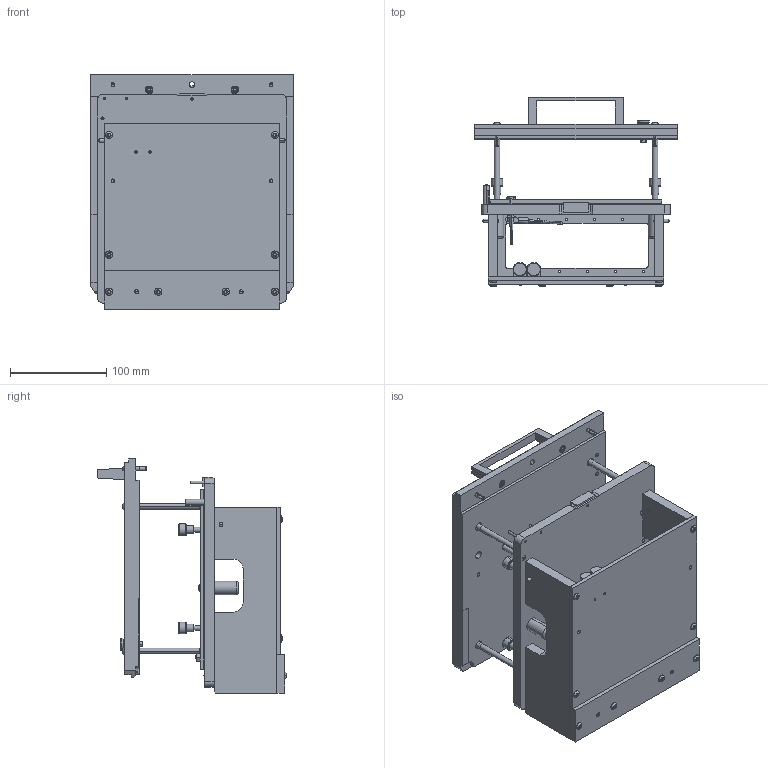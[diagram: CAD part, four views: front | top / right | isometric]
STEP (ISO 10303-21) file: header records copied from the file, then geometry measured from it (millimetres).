
FILE_DESCRIPTION (( 'STEP AP214' ), '1' );
FILE_NAME ('46233-KIT~1.STEP', '2019-09-19T09:11:00', ( '' ), ( '' ), 'SwSTEP 2.0', 'SolidWorks 2018', '' );
FILE_SCHEMA (( 'AUTOMOTIVE_DESIGN' ));
Length unit declared in the file: millimetre
Products named in the file (47): ISO7380~n_M03,0x006; 1607~1; 3699~0_zwei <Standard>; 5015~0; GKS-114-0015~-g-k-s_Hub = 08,0 <S>; 32293~0_S; 48213~0_S; DIN7979~n_04,0m6x020M3; 46233-KIT~1; 41367~5_S; DIN6325~n_04,0m6x016; 45987~3; DIN6325~n_03,0m6x024; 2229~6; ISO7380~n_M04,0x012; 14846~0_S; 43627~0_Hub 22,5mm<Standard>; DIN7991~n_M03,0x010 VA; 41899~3_flexiebel <S>; KS-113-Master~-k-s_KS-113 23; DIN6325~n_03,0m6x016; 41880~3; 45988~1_S; 46050~1_ohne Transportschrauben <S>; 45991~1; 46844~0_S; ISO7380~n_M04,0x020; 2196~6; 9286~0; 46234~0_S; 45993~3_S; 53731~0; ISO7380~n_M03,0x005; 46232~2_ICT Stellung (kontaktiert) <S>; 47906~1_f〉 NSRL-Ausbau ohne Platte <Default>; DIN7991~n_M03,0x020; 45887~1_S; 46869~0_S; DIN934~n_M03,0; DIN7991~n_M03,0x006 ...
Assembly tree (87 placements, depth 4):
  46233-KIT~1
    46232~2_ICT Stellung (kontaktiert) <S>
      46234~0_S
        45987~3
      45988~1_S
      46844~0_S  x2
      45991~1
      44408~2_S
      45887~1_S
      43627~0_Hub 22,5mm<Standard>  x4
      2196~6  x2
      2229~6  x2
      41899~3_flexiebel <S>
        KS-113-Master~-k-s_KS-113 23
        GKS-114-0015~-g-k-s_Hub = 08,0 <S>
        53731~0
        3917~3_M 3 A
      46869~0_S  x4
      32293~0_S
      41880~3
      48840~0_S
        19141~0_S
        14846~0_S
      5015~0
      3699~0_zwei <Standard>
      DIN7991~n_M03,0x010 VA
      ISO7380~n_M03,0x005
      ISO7380~n_M04,0x012  x16
      DIN6325~n_03,0m6x016
      DIN6325~n_03,0m6x024
      DIN6325~n_04,0m6x016  x6
      DIN6325~n_06,0m6x030
      DIN7991~n_M03,0x006  x2
      41367~5_S  x2
    46050~1_ohne Transportschrauben <S>
      47906~1_f〉 NSRL-Ausbau ohne Platte <Default>
        41369~1_S  x4
        5015~0
        DIN7979~n_04,0m6x020M3  x2
        1607~1
        48213~0_S
        9286~0
        ISO7380~n_M04,0x020  x4
        DIN7991~n_M03,0x020
        DIN934~n_M03,0
        ISO7380~n_M03,0x006  x2
        DIN912~n_M04,0x016  x2
      45993~3_S
Bounding box: 210 x 196.45 x 243 mm (x, y, z)
Volume: 1707904 mm3; surface area: 483985.4 mm2
Topology: 93 solids, 93 shells, 3113 faces, 7294 edges, 4718 vertices
Faces by surface type: plane 1501, cylinder 1176, cone 260, torus 124, sphere 44, bspline 8
Entity records: 81978 total; most frequent: CARTESIAN_POINT 13433, DIRECTION 11835, ORIENTED_EDGE 10358, EDGE_CURVE 5179, AXIS2_PLACEMENT_3D 4394, VERTEX_POINT 3394, LINE 3047, VECTOR 3047
